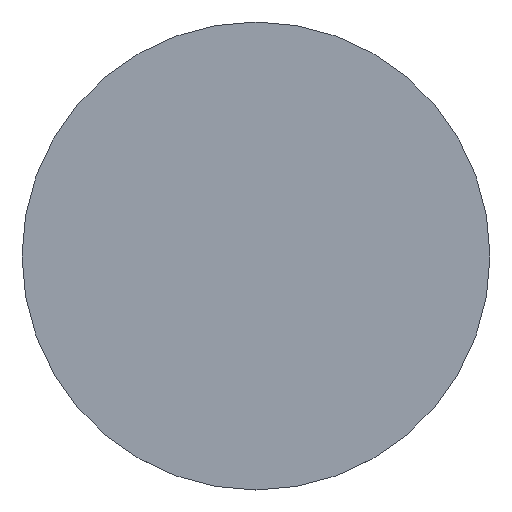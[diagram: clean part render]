
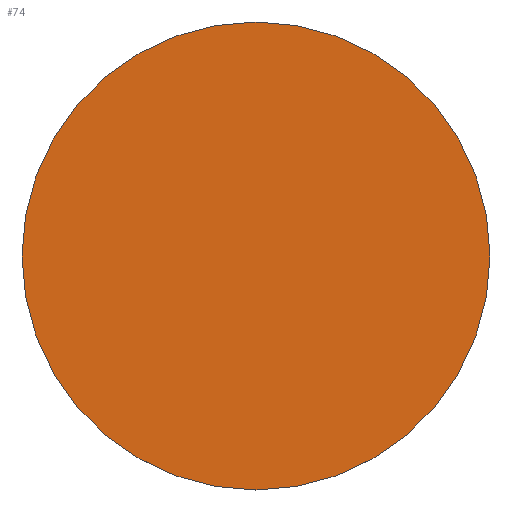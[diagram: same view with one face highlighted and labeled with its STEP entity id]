
A CAD part, top view. The second image highlights one B-rep face of the part: STEP entity #74.
In plain terms, the highlighted planar face has unit normal (0, 0, 1).
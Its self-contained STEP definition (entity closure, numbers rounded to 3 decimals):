
#5 = ORIENTED_EDGE ( 'NONE', *, *, #26, .T. ) ;
#19 = AXIS2_PLACEMENT_3D ( 'NONE', #106, #76, #91 ) ;
#21 = CARTESIAN_POINT ( 'NONE',  ( 0., 0., 0.21 ) ) ;
#23 = DIRECTION ( 'NONE',  ( 0., 0., 1. ) ) ;
#26 = EDGE_CURVE ( 'NONE', #92, #156, #155, .T. ) ;
#33 = EDGE_CURVE ( 'NONE', #156, #92, #36, .T. ) ;
#36 = CIRCLE ( 'NONE', #96, 25. ) ;
#39 = CARTESIAN_POINT ( 'NONE',  ( 25., 0., 0.21 ) ) ;
#41 = EDGE_LOOP ( 'NONE', ( #119, #5 ) ) ;
#51 = FACE_OUTER_BOUND ( 'NONE', #41, .T. ) ;
#66 = PLANE ( 'NONE',  #98 ) ;
#74 = ADVANCED_FACE ( 'NONE', ( #51 ), #66, .T. ) ;
#76 = DIRECTION ( 'NONE',  ( 0., 0., 1. ) ) ;
#91 = DIRECTION ( 'NONE',  ( 1., 0., 0. ) ) ;
#92 = VERTEX_POINT ( 'NONE', #39 ) ;
#93 = DIRECTION ( 'NONE',  ( 0., 0., 1. ) ) ;
#96 = AXIS2_PLACEMENT_3D ( 'NONE', #21, #93, #170 ) ;
#98 = AXIS2_PLACEMENT_3D ( 'NONE', #109, #23, #141 ) ;
#106 = CARTESIAN_POINT ( 'NONE',  ( 0., 0., 0.21 ) ) ;
#109 = CARTESIAN_POINT ( 'NONE',  ( 0., 0., 0.21 ) ) ;
#119 = ORIENTED_EDGE ( 'NONE', *, *, #33, .T. ) ;
#141 = DIRECTION ( 'NONE',  ( 1., 0., 0. ) ) ;
#144 = CARTESIAN_POINT ( 'NONE',  ( -25., 0., 0.21 ) ) ;
#155 = CIRCLE ( 'NONE', #19, 25. ) ;
#156 = VERTEX_POINT ( 'NONE', #144 ) ;
#170 = DIRECTION ( 'NONE',  ( 1., 0., 0. ) ) ;
